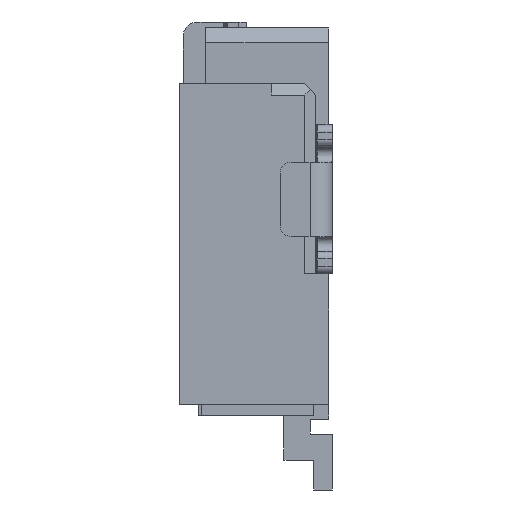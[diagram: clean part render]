
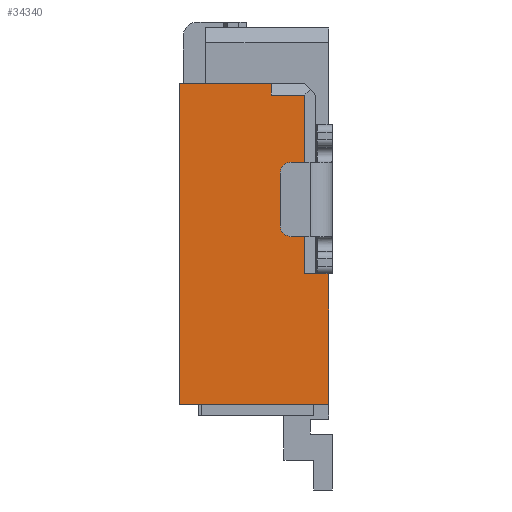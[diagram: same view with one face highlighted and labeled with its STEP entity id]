
A CAD part, left-side view. The second image highlights one B-rep face of the part: STEP entity #34340.
In plain terms, the highlighted planar face has unit normal (-1, 0, 0).
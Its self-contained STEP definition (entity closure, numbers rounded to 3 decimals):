
#4=DIRECTION('',(0.,-1.,0.));
#5=VECTOR('',#4,0.15);
#6=CARTESIAN_POINT('',(-13.4,-0.552,-3.38));
#7=LINE('',#6,#5);
#12=DIRECTION('',(0.,0.,-1.));
#13=VECTOR('',#12,1.75);
#14=CARTESIAN_POINT('',(-13.4,-0.702,-3.38));
#15=LINE('',#14,#13);
#19=DIRECTION('',(0.,1.,0.));
#20=VECTOR('',#19,2.);
#21=CARTESIAN_POINT('',(-13.4,-0.702,-5.13));
#22=LINE('',#21,#20);
#26=DIRECTION('',(0.,0.,1.));
#27=VECTOR('',#26,4.3);
#28=CARTESIAN_POINT('',(-13.4,1.298,-5.13));
#29=LINE('',#28,#27);
#33=DIRECTION('',(0.,-1.,0.));
#34=VECTOR('',#33,1.23);
#35=CARTESIAN_POINT('',(-13.4,1.298,-0.83));
#36=LINE('',#35,#34);
#40=DIRECTION('',(0.,0.,1.));
#41=VECTOR('',#40,0.15);
#42=CARTESIAN_POINT('',(-13.4,0.068,-0.98));
#43=LINE('',#42,#41);
#47=DIRECTION('',(0.,1.,0.));
#48=VECTOR('',#47,0.45);
#49=CARTESIAN_POINT('',(-13.4,-0.382,-0.98));
#50=LINE('',#49,#48);
#54=DIRECTION('',(0.,0.,1.));
#55=VECTOR('',#54,2.4);
#56=CARTESIAN_POINT('',(-13.4,-0.382,-3.38));
#57=LINE('',#56,#55);
#61=DIRECTION('',(0.,-1.,0.));
#62=VECTOR('',#61,0.17);
#63=CARTESIAN_POINT('',(-13.4,-0.382,-3.38));
#64=LINE('',#63,#62);
#28941=CARTESIAN_POINT('',(-13.4,-0.702,-5.13));
#28942=CARTESIAN_POINT('',(-13.4,1.298,-5.13));
#28943=VERTEX_POINT('',#28941);
#28944=VERTEX_POINT('',#28942);
#28945=CARTESIAN_POINT('',(-13.4,1.298,-0.83));
#28946=VERTEX_POINT('',#28945);
#29041=CARTESIAN_POINT('',(-13.4,-0.382,-3.38));
#29042=VERTEX_POINT('',#29041);
#29113=CARTESIAN_POINT('',(-13.4,0.068,-0.98));
#29114=CARTESIAN_POINT('',(-13.4,0.068,-0.83));
#29115=VERTEX_POINT('',#29113);
#29116=VERTEX_POINT('',#29114);
#29117=CARTESIAN_POINT('',(-13.4,-0.382,-0.98));
#29118=VERTEX_POINT('',#29117);
#29187=CARTESIAN_POINT('',(-13.4,-0.552,-3.38));
#29188=CARTESIAN_POINT('',(-13.4,-0.702,-3.38));
#29189=VERTEX_POINT('',#29187);
#29190=VERTEX_POINT('',#29188);
#34315=CARTESIAN_POINT('',(-13.4,0.,0.));
#34316=DIRECTION('',(1.,0.,0.));
#34317=DIRECTION('',(0.,0.,-1.));
#34318=AXIS2_PLACEMENT_3D('',#34315,#34316,#34317);
#34319=PLANE('',#34318);
#34321=ORIENTED_EDGE('',*,*,#34320,.T.);
#34323=ORIENTED_EDGE('',*,*,#34322,.T.);
#34325=ORIENTED_EDGE('',*,*,#34324,.T.);
#34327=ORIENTED_EDGE('',*,*,#34326,.T.);
#34329=ORIENTED_EDGE('',*,*,#34328,.T.);
#34331=ORIENTED_EDGE('',*,*,#34330,.F.);
#34333=ORIENTED_EDGE('',*,*,#34332,.F.);
#34335=ORIENTED_EDGE('',*,*,#34334,.F.);
#34337=ORIENTED_EDGE('',*,*,#34336,.T.);
#34338=EDGE_LOOP('',(#34321,#34323,#34325,#34327,#34329,#34331,#34333,#34335,
#34337));
#34339=FACE_OUTER_BOUND('',#34338,.F.);
#34320=EDGE_CURVE('',#29189,#29190,#7,.T.);
#34322=EDGE_CURVE('',#29190,#28943,#15,.T.);
#34324=EDGE_CURVE('',#28943,#28944,#22,.T.);
#34326=EDGE_CURVE('',#28944,#28946,#29,.T.);
#34328=EDGE_CURVE('',#28946,#29116,#36,.T.);
#34330=EDGE_CURVE('',#29115,#29116,#43,.T.);
#34332=EDGE_CURVE('',#29118,#29115,#50,.T.);
#34334=EDGE_CURVE('',#29042,#29118,#57,.T.);
#34336=EDGE_CURVE('',#29042,#29189,#64,.T.);
#34340=ADVANCED_FACE('',(#34339),#34319,.F.);
